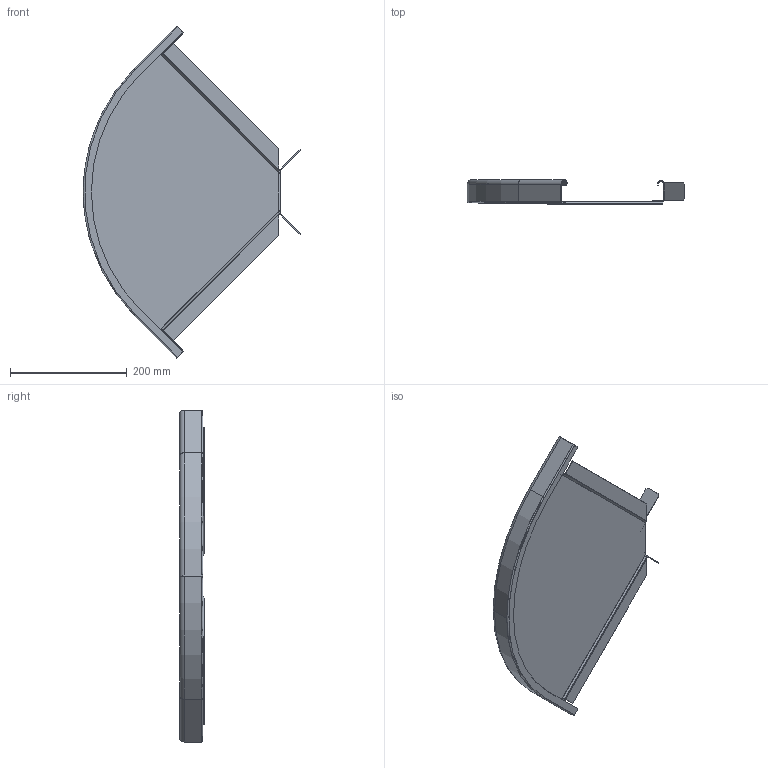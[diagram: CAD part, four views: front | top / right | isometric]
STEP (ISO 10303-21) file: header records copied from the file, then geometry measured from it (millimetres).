
FILE_DESCRIPTION((''),'2;1');
FILE_NAME('6043135_ASM','2012-11-21T',('AndreasKeweloh'),(''),'PRO/ENGINEER BY PARAMETRIC TECHNOLOGY CORPORATION, 2012230','PRO/ENGINEER BY PARAMETRIC TECHNOLOGY CORPORATION, 2012230','');
FILE_SCHEMA(('CONFIG_CONTROL_DESIGN'));
Length unit declared in the file: millimetre
Products named in the file (5): 6043135WINKELVERBINDER; 6043135WINKELVERBI_ASM; 6043135AUSSENHOLM; 6043135BODENBLECH-; 6043135_ASM
Assembly tree (4 placements, depth 3):
  6043135_ASM
    6043135WINKELVERBI_ASM
      6043135WINKELVERBINDER
    6043135AUSSENHOLM
    6043135BODENBLECH-
Bounding box: 371.98 x 41.75 x 567.81 mm (x, y, z)
Volume: 180800.6 mm3; surface area: 339284.2 mm2
Topology: 3 solids, 3 shells, 124 faces, 317 edges, 197 vertices
Faces by surface type: plane 70, cylinder 36, torus 8, bspline 6, cone 4
Entity records: 4810 total; most frequent: CARTESIAN_POINT 1707, ORIENTED_EDGE 630, DIRECTION 618, EDGE_CURVE 315, VECTOR 224, LINE 224, AXIS2_PLACEMENT_3D 197, VERTEX_POINT 197
